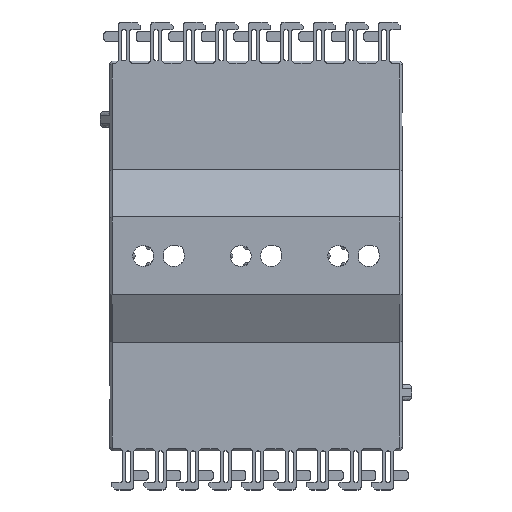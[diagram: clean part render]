
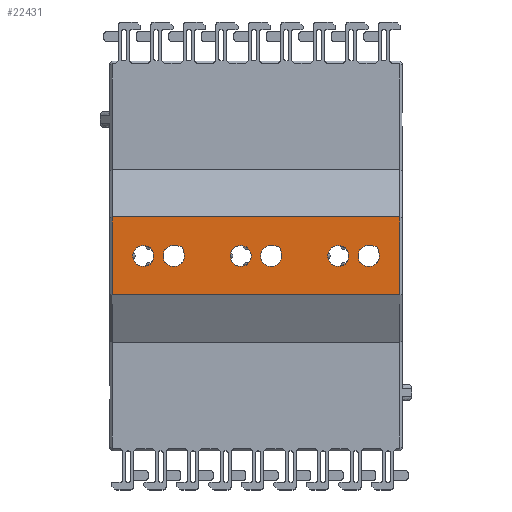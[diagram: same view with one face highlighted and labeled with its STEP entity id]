
A CAD part, top view. The second image highlights one B-rep face of the part: STEP entity #22431.
In plain terms, the highlighted planar face has unit normal (0, 0, 1).
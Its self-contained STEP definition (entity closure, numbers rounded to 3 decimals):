
#16973 = EDGE_CURVE('',#16974,#16974,#16976,.T.);
#16974 = VERTEX_POINT('',#16975);
#16975 = CARTESIAN_POINT('',(18.4,0.,10.));
#16976 = CIRCLE('',#16977,2.7);
#16977 = AXIS2_PLACEMENT_3D('',#16978,#16979,#16980);
#16978 = CARTESIAN_POINT('',(21.1,0.,10.));
#16979 = DIRECTION('',(0.,0.,1.));
#16980 = DIRECTION('',(-1.,0.,0.));
#18462 = EDGE_CURVE('',#18463,#18463,#18465,.T.);
#18463 = VERTEX_POINT('',#18464);
#18464 = CARTESIAN_POINT('',(-6.6,0.,10.));
#18465 = CIRCLE('',#18466,2.7);
#18466 = AXIS2_PLACEMENT_3D('',#18467,#18468,#18469);
#18467 = CARTESIAN_POINT('',(-3.9,0.,10.));
#18468 = DIRECTION('',(0.,0.,1.));
#18469 = DIRECTION('',(-1.,0.,0.));
#19073 = EDGE_CURVE('',#19074,#19074,#19076,.T.);
#19074 = VERTEX_POINT('',#19075);
#19075 = CARTESIAN_POINT('',(-31.6,0.,10.));
#19076 = CIRCLE('',#19077,2.7);
#19077 = AXIS2_PLACEMENT_3D('',#19078,#19079,#19080);
#19078 = CARTESIAN_POINT('',(-28.9,0.,10.));
#19079 = DIRECTION('',(0.,0.,1.));
#19080 = DIRECTION('',(-1.,0.,0.));
#21185 = VERTEX_POINT('',#21186);
#21186 = CARTESIAN_POINT('',(-36.9,10.,10.));
#22092 = VERTEX_POINT('',#22093);
#22093 = CARTESIAN_POINT('',(36.9,-10.,10.));
#22431 = ADVANCED_FACE('',(#22432,#22462,#22489,#22492,#22519,#22522,
    #22549),#22552,.T.);
#22432 = FACE_BOUND('',#22433,.T.);
#22433 = EDGE_LOOP('',(#22434,#22442,#22450,#22456));
#22434 = ORIENTED_EDGE('',*,*,#22435,.T.);
#22435 = EDGE_CURVE('',#22436,#22092,#22438,.T.);
#22436 = VERTEX_POINT('',#22437);
#22437 = CARTESIAN_POINT('',(-36.9,-10.,10.));
#22438 = LINE('',#22439,#22440);
#22439 = CARTESIAN_POINT('',(-37.5,-10.,10.));
#22440 = VECTOR('',#22441,1.);
#22441 = DIRECTION('',(1.,0.,0.));
#22442 = ORIENTED_EDGE('',*,*,#22443,.T.);
#22443 = EDGE_CURVE('',#22092,#22444,#22446,.T.);
#22444 = VERTEX_POINT('',#22445);
#22445 = CARTESIAN_POINT('',(36.9,10.,10.));
#22446 = LINE('',#22447,#22448);
#22447 = CARTESIAN_POINT('',(36.9,-10.,10.));
#22448 = VECTOR('',#22449,1.);
#22449 = DIRECTION('',(0.,1.,0.));
#22450 = ORIENTED_EDGE('',*,*,#22451,.F.);
#22451 = EDGE_CURVE('',#21185,#22444,#22452,.T.);
#22452 = LINE('',#22453,#22454);
#22453 = CARTESIAN_POINT('',(-37.5,10.,10.));
#22454 = VECTOR('',#22455,1.);
#22455 = DIRECTION('',(1.,0.,0.));
#22456 = ORIENTED_EDGE('',*,*,#22457,.F.);
#22457 = EDGE_CURVE('',#22436,#21185,#22458,.T.);
#22458 = LINE('',#22459,#22460);
#22459 = CARTESIAN_POINT('',(-36.9,-10.,10.));
#22460 = VECTOR('',#22461,1.);
#22461 = DIRECTION('',(0.,1.,0.));
#22462 = FACE_BOUND('',#22463,.T.);
#22463 = EDGE_LOOP('',(#22464,#22474,#22483));
#22464 = ORIENTED_EDGE('',*,*,#22465,.T.);
#22465 = EDGE_CURVE('',#22466,#22468,#22470,.T.);
#22466 = VERTEX_POINT('',#22467);
#22467 = CARTESIAN_POINT('',(31.145,2.245,10.));
#22468 = VERTEX_POINT('',#22469);
#22469 = CARTESIAN_POINT('',(31.556,0.712,10.));
#22470 = LINE('',#22471,#22472);
#22471 = CARTESIAN_POINT('',(30.582,4.347,10.));
#22472 = VECTOR('',#22473,1.);
#22473 = DIRECTION('',(0.259,-0.966,0.
    ));
#22474 = ORIENTED_EDGE('',*,*,#22475,.T.);
#22475 = EDGE_CURVE('',#22468,#22476,#22478,.T.);
#22476 = VERTEX_POINT('',#22477);
#22477 = CARTESIAN_POINT('',(29.612,2.656,10.));
#22478 = CIRCLE('',#22479,2.75);
#22479 = AXIS2_PLACEMENT_3D('',#22480,#22481,#22482);
#22480 = CARTESIAN_POINT('',(28.9,0.,10.));
#22481 = DIRECTION('',(0.,0.,-1.));
#22482 = DIRECTION('',(1.,0.,0.));
#22483 = ORIENTED_EDGE('',*,*,#22484,.F.);
#22484 = EDGE_CURVE('',#22466,#22476,#22485,.T.);
#22485 = LINE('',#22486,#22487);
#22486 = CARTESIAN_POINT('',(-0.114,10.621,10.));
#22487 = VECTOR('',#22488,1.);
#22488 = DIRECTION('',(-0.966,0.259,0.
    ));
#22489 = FACE_BOUND('',#22490,.T.);
#22490 = EDGE_LOOP('',(#22491));
#22491 = ORIENTED_EDGE('',*,*,#16973,.F.);
#22492 = FACE_BOUND('',#22493,.T.);
#22493 = EDGE_LOOP('',(#22494,#22504,#22513));
#22494 = ORIENTED_EDGE('',*,*,#22495,.T.);
#22495 = EDGE_CURVE('',#22496,#22498,#22500,.T.);
#22496 = VERTEX_POINT('',#22497);
#22497 = CARTESIAN_POINT('',(6.145,2.245,10.));
#22498 = VERTEX_POINT('',#22499);
#22499 = CARTESIAN_POINT('',(6.556,0.712,10.));
#22500 = LINE('',#22501,#22502);
#22501 = CARTESIAN_POINT('',(6.42,1.222,10.));
#22502 = VECTOR('',#22503,1.);
#22503 = DIRECTION('',(0.259,-0.966,0.
    ));
#22504 = ORIENTED_EDGE('',*,*,#22505,.T.);
#22505 = EDGE_CURVE('',#22498,#22506,#22508,.T.);
#22506 = VERTEX_POINT('',#22507);
#22507 = CARTESIAN_POINT('',(4.612,2.656,10.));
#22508 = CIRCLE('',#22509,2.75);
#22509 = AXIS2_PLACEMENT_3D('',#22510,#22511,#22512);
#22510 = CARTESIAN_POINT('',(3.9,0.,10.));
#22511 = DIRECTION('',(0.,0.,-1.));
#22512 = DIRECTION('',(1.,0.,0.));
#22513 = ORIENTED_EDGE('',*,*,#22514,.F.);
#22514 = EDGE_CURVE('',#22496,#22506,#22515,.T.);
#22515 = LINE('',#22516,#22517);
#22516 = CARTESIAN_POINT('',(-13.452,7.496,10.));
#22517 = VECTOR('',#22518,1.);
#22518 = DIRECTION('',(-0.966,0.259,0.
    ));
#22519 = FACE_BOUND('',#22520,.T.);
#22520 = EDGE_LOOP('',(#22521));
#22521 = ORIENTED_EDGE('',*,*,#18462,.F.);
#22522 = FACE_BOUND('',#22523,.T.);
#22523 = EDGE_LOOP('',(#22524,#22534,#22543));
#22524 = ORIENTED_EDGE('',*,*,#22525,.T.);
#22525 = EDGE_CURVE('',#22526,#22528,#22530,.T.);
#22526 = VERTEX_POINT('',#22527);
#22527 = CARTESIAN_POINT('',(-18.855,2.245,10.));
#22528 = VERTEX_POINT('',#22529);
#22529 = CARTESIAN_POINT('',(-18.444,0.712,10.));
#22530 = LINE('',#22531,#22532);
#22531 = CARTESIAN_POINT('',(-17.743,-1.903,10.));
#22532 = VECTOR('',#22533,1.);
#22533 = DIRECTION('',(0.259,-0.966,0.
    ));
#22534 = ORIENTED_EDGE('',*,*,#22535,.T.);
#22535 = EDGE_CURVE('',#22528,#22536,#22538,.T.);
#22536 = VERTEX_POINT('',#22537);
#22537 = CARTESIAN_POINT('',(-20.388,2.656,10.));
#22538 = CIRCLE('',#22539,2.75);
#22539 = AXIS2_PLACEMENT_3D('',#22540,#22541,#22542);
#22540 = CARTESIAN_POINT('',(-21.1,0.,10.));
#22541 = DIRECTION('',(0.,0.,-1.));
#22542 = DIRECTION('',(1.,0.,0.));
#22543 = ORIENTED_EDGE('',*,*,#22544,.F.);
#22544 = EDGE_CURVE('',#22526,#22536,#22545,.T.);
#22545 = LINE('',#22546,#22547);
#22546 = CARTESIAN_POINT('',(-26.789,4.371,10.));
#22547 = VECTOR('',#22548,1.);
#22548 = DIRECTION('',(-0.966,0.259,0.
    ));
#22549 = FACE_BOUND('',#22550,.T.);
#22550 = EDGE_LOOP('',(#22551));
#22551 = ORIENTED_EDGE('',*,*,#19073,.F.);
#22552 = PLANE('',#22553);
#22553 = AXIS2_PLACEMENT_3D('',#22554,#22555,#22556);
#22554 = CARTESIAN_POINT('',(-37.5,-10.,10.));
#22555 = DIRECTION('',(0.,0.,1.));
#22556 = DIRECTION('',(0.,1.,0.));
